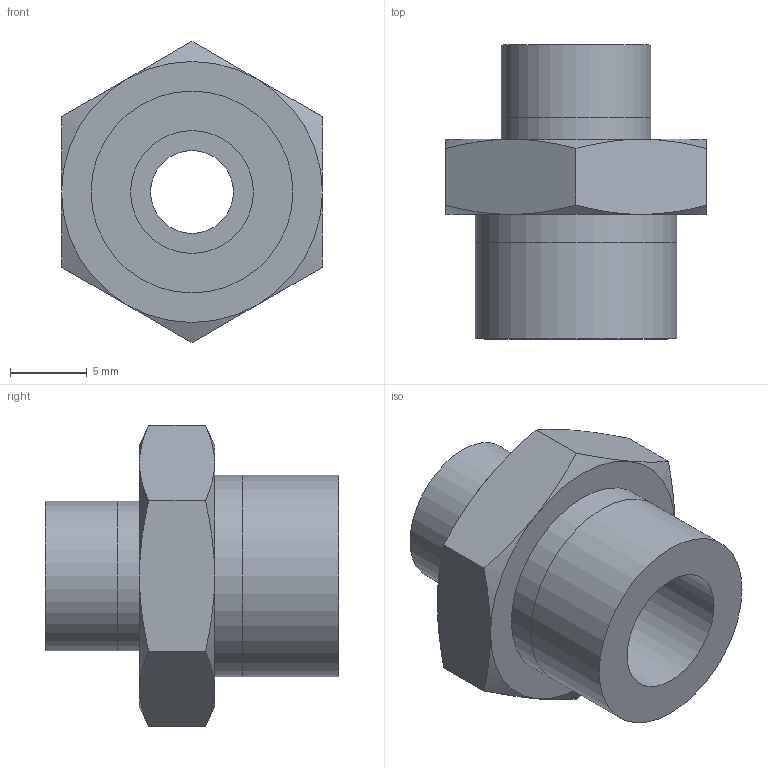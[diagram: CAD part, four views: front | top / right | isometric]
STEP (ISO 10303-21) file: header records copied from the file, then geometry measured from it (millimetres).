
FILE_DESCRIPTION(/* description */ ('Unknown'),/* implementation_level */ '2;1');
FILE_NAME(/* name */ 'A2G.1;8.1;4',/* time_stamp */ '2019-05-07T08:27:38-04:00',/* author */ ('Unknown'),/* organization */ ('Unknown'),/* preprocessor_version */ 'ST-DEVELOPER v16.7',/* originating_system */ 'DEX',/* authorisation */ $);
FILE_SCHEMA (('AUTOMOTIVE_DESIGN {1 0 10303 214 3 1 1}'));
Length unit declared in the file: millimetre
Products named in the file (1): A2G.1;8.1;4
Bounding box: 17 x 19.15 x 19.63 mm (x, y, z)
Volume: 2044.1 mm3; surface area: 1658.8 mm2
Topology: 1 solids, 1 shells, 29 faces, 60 edges, 36 vertices
Faces by surface type: cone 12, plane 11, cylinder 6
Full cylindrical faces by diameter (mm): 5.4 x1, 8 x1, 9.728 x2, 13.157 x2
Entity records: 967 total; most frequent: CARTESIAN_POINT 188, DIRECTION 110, ORIENTED_EDGE 104, EDGE_CURVE 52, AXIS2_PLACEMENT_3D 52, EDGE_LOOP 40, FACE_BOUND 40, VERTEX_POINT 34
